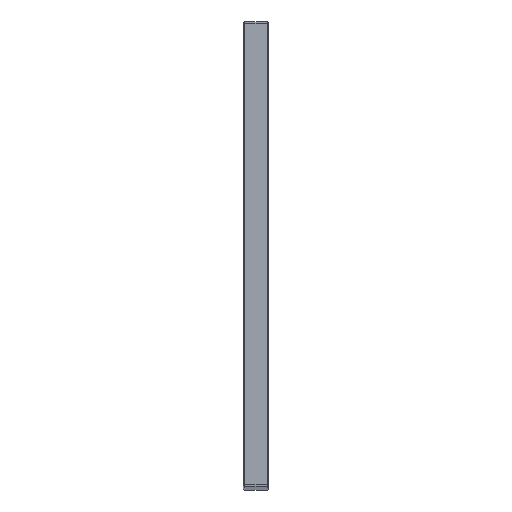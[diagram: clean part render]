
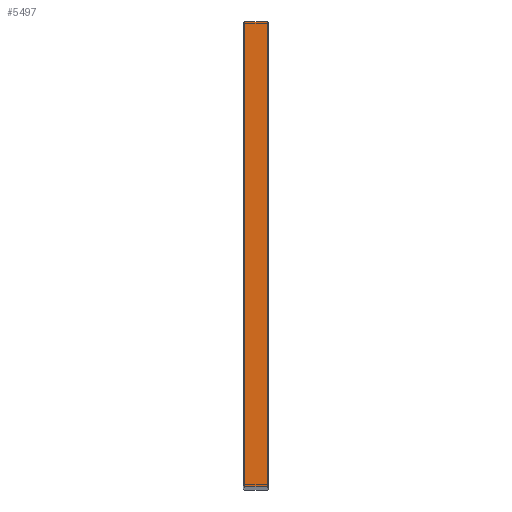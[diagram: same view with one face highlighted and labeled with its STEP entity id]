
A CAD part, top view. The second image highlights one B-rep face of the part: STEP entity #5497.
In plain terms, the highlighted planar face has unit normal (0, 0, 1).
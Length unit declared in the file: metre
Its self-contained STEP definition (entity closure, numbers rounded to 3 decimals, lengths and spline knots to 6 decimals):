
#1221=ORIENTED_EDGE('',*,*,#2367,.F.);
#1222=ORIENTED_EDGE('',*,*,#2364,.F.);
#1223=ORIENTED_EDGE('',*,*,#2368,.T.);
#1224=ORIENTED_EDGE('',*,*,#2354,.T.);
#2354=EDGE_CURVE('',#2978,#2977,#3541,.T.);
#2364=EDGE_CURVE('',#2983,#2984,#3546,.T.);
#2367=EDGE_CURVE('',#2984,#2977,#3547,.T.);
#2368=EDGE_CURVE('',#2983,#2978,#3548,.T.);
#2977=VERTEX_POINT('',#8774);
#2978=VERTEX_POINT('',#8776);
#2983=VERTEX_POINT('',#8795);
#2984=VERTEX_POINT('',#8796);
#3541=LINE('',#8775,#4113);
#3546=LINE('',#8794,#4118);
#3547=LINE('',#8800,#4119);
#3548=LINE('',#8801,#4120);
#4113=VECTOR('',#7045,1.);
#4118=VECTOR('',#7068,1.);
#4119=VECTOR('',#7075,1.);
#4120=VECTOR('',#7076,1.);
#4439=EDGE_LOOP('',(#1221,#1222,#1223,#1224));
#4911=FACE_BOUND('',#4439,.T.);
#5299=PLANE('',#5896);
#5497=ADVANCED_FACE('',(#4911),#5299,.T.);
#5896=AXIS2_PLACEMENT_3D('',#8799,#7073,#7074);
#7045=DIRECTION('',(0.,-1.,0.));
#7068=DIRECTION('',(0.,-1.,0.));
#7073=DIRECTION('',(0.,0.,1.));
#7074=DIRECTION('',(1.,0.,0.));
#7075=DIRECTION('',(-1.,0.,0.));
#7076=DIRECTION('',(-1.,0.,0.));
#8774=CARTESIAN_POINT('',(-0.011,-0.0125,2.0875));
#8775=CARTESIAN_POINT('',(-0.011,0.425,2.0875));
#8776=CARTESIAN_POINT('',(-0.011,0.4375,2.0875));
#8794=CARTESIAN_POINT('',(0.011,0.425,2.0875));
#8795=CARTESIAN_POINT('',(0.011,0.4375,2.0875));
#8796=CARTESIAN_POINT('',(0.011,-0.0125,2.0875));
#8799=CARTESIAN_POINT('',(0.,0.425,2.0875));
#8800=CARTESIAN_POINT('',(0.,-0.0125,2.0875));
#8801=CARTESIAN_POINT('',(0.,0.4375,2.0875));
